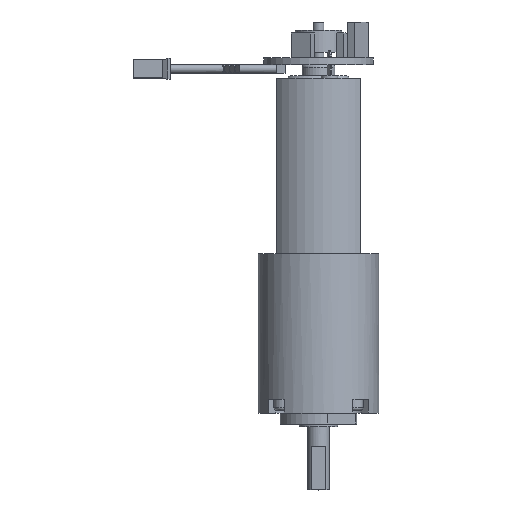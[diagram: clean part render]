
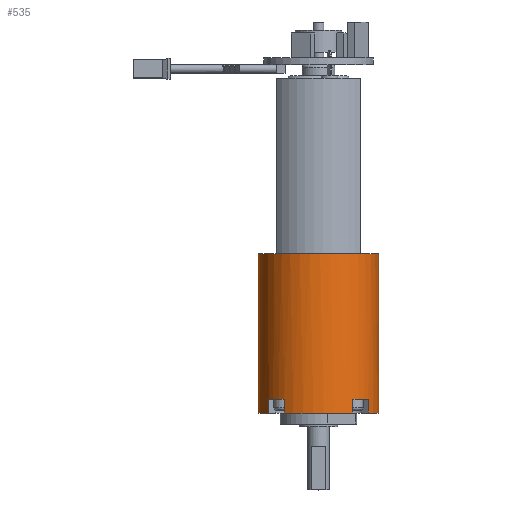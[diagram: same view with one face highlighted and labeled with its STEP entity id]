
A CAD part, top view. The second image highlights one B-rep face of the part: STEP entity #535.
In plain terms, the highlighted cylindrical face has radius 11 mm (diameter 22 mm), a full revolution.
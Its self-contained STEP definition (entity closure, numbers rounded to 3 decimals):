
#535 = ADVANCED_FACE( '', ( #1202, #1203 ), #1204, .T. );
#1202 = FACE_OUTER_BOUND( '', #1982, .T. );
#1203 = FACE_OUTER_BOUND( '', #1983, .T. );
#1204 = CYLINDRICAL_SURFACE( '', #1984, 11. );
#1982 = EDGE_LOOP( '', ( #3445, #3446, #3447, #3448, #3449, #3450, #3451, #3452, #3453, #3454, #3455, #3456, #3457, #3458, #3459, #3460 ) );
#1983 = EDGE_LOOP( '', ( #3461 ) );
#1984 = AXIS2_PLACEMENT_3D( '', #3462, #3463, #3464 );
#3445 = ORIENTED_EDGE( '', *, *, #4274, .T. );
#3446 = ORIENTED_EDGE( '', *, *, #4759, .F. );
#3447 = ORIENTED_EDGE( '', *, *, #4630, .F. );
#3448 = ORIENTED_EDGE( '', *, *, #4666, .T. );
#3449 = ORIENTED_EDGE( '', *, *, #4281, .T. );
#3450 = ORIENTED_EDGE( '', *, *, #4496, .F. );
#3451 = ORIENTED_EDGE( '', *, *, #4605, .F. );
#3452 = ORIENTED_EDGE( '', *, *, #4454, .T. );
#3453 = ORIENTED_EDGE( '', *, *, #4436, .T. );
#3454 = ORIENTED_EDGE( '', *, *, #4760, .F. );
#3455 = ORIENTED_EDGE( '', *, *, #4761, .F. );
#3456 = ORIENTED_EDGE( '', *, *, #4681, .T. );
#3457 = ORIENTED_EDGE( '', *, *, #4433, .T. );
#3458 = ORIENTED_EDGE( '', *, *, #4762, .F. );
#3459 = ORIENTED_EDGE( '', *, *, #4660, .F. );
#3460 = ORIENTED_EDGE( '', *, *, #4703, .T. );
#3461 = ORIENTED_EDGE( '', *, *, #4346, .F. );
#3462 = CARTESIAN_POINT( '', ( 0., 29., 0. ) );
#3463 = DIRECTION( '', ( 0., 1., 0. ) );
#3464 = DIRECTION( '', ( 0., 0., -1. ) );
#4274 = EDGE_CURVE( '', #5072, #5070, #5073, .T. );
#4281 = EDGE_CURVE( '', #5085, #5083, #5086, .T. );
#4346 = EDGE_CURVE( '', #5196, #5196, #5197, .T. );
#4433 = EDGE_CURVE( '', #5340, #5338, #5341, .T. );
#4436 = EDGE_CURVE( '', #5345, #5343, #5346, .T. );
#4454 = EDGE_CURVE( '', #5372, #5345, #5373, .T. );
#4496 = EDGE_CURVE( '', #5439, #5083, #5441, .T. );
#4605 = EDGE_CURVE( '', #5372, #5439, #5600, .T. );
#4630 = EDGE_CURVE( '', #5636, #5637, #5638, .T. );
#4660 = EDGE_CURVE( '', #5675, #5676, #5677, .T. );
#4666 = EDGE_CURVE( '', #5636, #5085, #5684, .T. );
#4681 = EDGE_CURVE( '', #5705, #5340, #5706, .T. );
#4703 = EDGE_CURVE( '', #5675, #5072, #5734, .T. );
#4759 = EDGE_CURVE( '', #5637, #5070, #5813, .T. );
#4760 = EDGE_CURVE( '', #5814, #5343, #5815, .T. );
#4761 = EDGE_CURVE( '', #5705, #5814, #5816, .T. );
#4762 = EDGE_CURVE( '', #5676, #5338, #5817, .T. );
#5070 = VERTEX_POINT( '', #6211 );
#5072 = VERTEX_POINT( '', #6214 );
#5073 = CIRCLE( '', #6215, 11. );
#5083 = VERTEX_POINT( '', #6227 );
#5085 = VERTEX_POINT( '', #6230 );
#5086 = CIRCLE( '', #6231, 11. );
#5196 = VERTEX_POINT( '', #6402 );
#5197 = CIRCLE( '', #6403, 11. );
#5338 = VERTEX_POINT( '', #6607 );
#5340 = VERTEX_POINT( '', #6610 );
#5341 = CIRCLE( '', #6611, 11. );
#5343 = VERTEX_POINT( '', #6614 );
#5345 = VERTEX_POINT( '', #6617 );
#5346 = CIRCLE( '', #6618, 11. );
#5372 = VERTEX_POINT( '', #6656 );
#5373 = LINE( '', #6657, #6658 );
#5439 = VERTEX_POINT( '', #6776 );
#5441 = LINE( '', #6779, #6780 );
#5600 = CIRCLE( '', #7036, 11. );
#5636 = VERTEX_POINT( '', #7083 );
#5637 = VERTEX_POINT( '', #7084 );
#5638 = CIRCLE( '', #7085, 11. );
#5675 = VERTEX_POINT( '', #7145 );
#5676 = VERTEX_POINT( '', #7146 );
#5677 = CIRCLE( '', #7147, 11. );
#5684 = LINE( '', #7156, #7157 );
#5705 = VERTEX_POINT( '', #7183 );
#5706 = LINE( '', #7184, #7185 );
#5734 = LINE( '', #7226, #7227 );
#5813 = LINE( '', #7362, #7363 );
#5814 = VERTEX_POINT( '', #7364 );
#5815 = LINE( '', #7365, #7366 );
#5816 = CIRCLE( '', #7367, 11. );
#5817 = LINE( '', #7368, #7369 );
#6211 = CARTESIAN_POINT( '', ( -6.234, 0., -9.063 ) );
#6214 = CARTESIAN_POINT( '', ( 6.234, 0., -9.063 ) );
#6215 = AXIS2_PLACEMENT_3D( '', #7732, #7733, #7734 );
#6227 = CARTESIAN_POINT( '', ( -9.063, 0., 6.234 ) );
#6230 = CARTESIAN_POINT( '', ( -9.063, 0., -6.234 ) );
#6231 = AXIS2_PLACEMENT_3D( '', #7747, #7748, #7749 );
#6402 = CARTESIAN_POINT( '', ( 11., 29., 0. ) );
#6403 = AXIS2_PLACEMENT_3D( '', #7807, #7808, #7809 );
#6607 = CARTESIAN_POINT( '', ( 9.063, 0., -6.234 ) );
#6610 = CARTESIAN_POINT( '', ( 9.063, 0., 6.234 ) );
#6611 = AXIS2_PLACEMENT_3D( '', #7901, #7902, #7903 );
#6614 = CARTESIAN_POINT( '', ( 6.234, 0., 9.063 ) );
#6617 = CARTESIAN_POINT( '', ( -6.234, 0., 9.063 ) );
#6618 = AXIS2_PLACEMENT_3D( '', #7906, #7907, #7908 );
#6656 = CARTESIAN_POINT( '', ( -6.234, 2.5, 9.063 ) );
#6657 = CARTESIAN_POINT( '', ( -6.234, 2.5, 9.063 ) );
#6658 = VECTOR( '', #7931, 1000. );
#6776 = CARTESIAN_POINT( '', ( -9.063, 2.5, 6.234 ) );
#6779 = CARTESIAN_POINT( '', ( -9.063, 2.5, 6.234 ) );
#6780 = VECTOR( '', #7960, 1000. );
#7036 = AXIS2_PLACEMENT_3D( '', #8074, #8075, #8076 );
#7083 = CARTESIAN_POINT( '', ( -9.063, 2.5, -6.234 ) );
#7084 = CARTESIAN_POINT( '', ( -6.234, 2.5, -9.063 ) );
#7085 = AXIS2_PLACEMENT_3D( '', #8103, #8104, #8105 );
#7145 = CARTESIAN_POINT( '', ( 6.234, 2.5, -9.063 ) );
#7146 = CARTESIAN_POINT( '', ( 9.063, 2.5, -6.234 ) );
#7147 = AXIS2_PLACEMENT_3D( '', #8124, #8125, #8126 );
#7156 = CARTESIAN_POINT( '', ( -9.063, 2.5, -6.234 ) );
#7157 = VECTOR( '', #8132, 1000. );
#7183 = CARTESIAN_POINT( '', ( 9.063, 2.5, 6.234 ) );
#7184 = CARTESIAN_POINT( '', ( 9.063, 2.5, 6.234 ) );
#7185 = VECTOR( '', #8147, 1000. );
#7226 = CARTESIAN_POINT( '', ( 6.234, 2.5, -9.063 ) );
#7227 = VECTOR( '', #8164, 1000. );
#7362 = CARTESIAN_POINT( '', ( -6.234, 2.5, -9.063 ) );
#7363 = VECTOR( '', #8209, 1000. );
#7364 = CARTESIAN_POINT( '', ( 6.234, 2.5, 9.063 ) );
#7365 = CARTESIAN_POINT( '', ( 6.234, 2.5, 9.063 ) );
#7366 = VECTOR( '', #8210, 1000. );
#7367 = AXIS2_PLACEMENT_3D( '', #8211, #8212, #8213 );
#7368 = CARTESIAN_POINT( '', ( 9.063, 2.5, -6.234 ) );
#7369 = VECTOR( '', #8214, 1000. );
#7732 = CARTESIAN_POINT( '', ( 0., 0., 0. ) );
#7733 = DIRECTION( '', ( 0., 1., 0. ) );
#7734 = DIRECTION( '', ( 1., 0., 0. ) );
#7747 = CARTESIAN_POINT( '', ( 0., 0., 0. ) );
#7748 = DIRECTION( '', ( 0., 1., 0. ) );
#7749 = DIRECTION( '', ( 1., 0., 0. ) );
#7807 = CARTESIAN_POINT( '', ( 0., 29., 0. ) );
#7808 = DIRECTION( '', ( 0., 1., 0. ) );
#7809 = DIRECTION( '', ( 1., 0., 0. ) );
#7901 = CARTESIAN_POINT( '', ( 0., 0., 0. ) );
#7902 = DIRECTION( '', ( 0., 1., 0. ) );
#7903 = DIRECTION( '', ( 1., 0., 0. ) );
#7906 = CARTESIAN_POINT( '', ( 0., 0., 0. ) );
#7907 = DIRECTION( '', ( 0., 1., 0. ) );
#7908 = DIRECTION( '', ( 1., 0., 0. ) );
#7931 = DIRECTION( '', ( 0., -1., 0. ) );
#7960 = DIRECTION( '', ( 0., -1., 0. ) );
#8074 = CARTESIAN_POINT( '', ( 0., 2.5, 0. ) );
#8075 = DIRECTION( '', ( 0., -1., 0. ) );
#8076 = DIRECTION( '', ( 1., 0., 0. ) );
#8103 = CARTESIAN_POINT( '', ( 0., 2.5, 0. ) );
#8104 = DIRECTION( '', ( 0., -1., 0. ) );
#8105 = DIRECTION( '', ( 0., 0., 1. ) );
#8124 = CARTESIAN_POINT( '', ( 0., 2.5, 0. ) );
#8125 = DIRECTION( '', ( 0., -1., 0. ) );
#8126 = DIRECTION( '', ( -1., 0., 0. ) );
#8132 = DIRECTION( '', ( 0., -1., 0. ) );
#8147 = DIRECTION( '', ( 0., -1., 0. ) );
#8164 = DIRECTION( '', ( 0., -1., 0. ) );
#8209 = DIRECTION( '', ( 0., -1., 0. ) );
#8210 = DIRECTION( '', ( 0., -1., 0. ) );
#8211 = CARTESIAN_POINT( '', ( 0., 2.5, 0. ) );
#8212 = DIRECTION( '', ( 0., -1., 0. ) );
#8213 = DIRECTION( '', ( 0., 0., -1. ) );
#8214 = DIRECTION( '', ( 0., -1., 0. ) );
